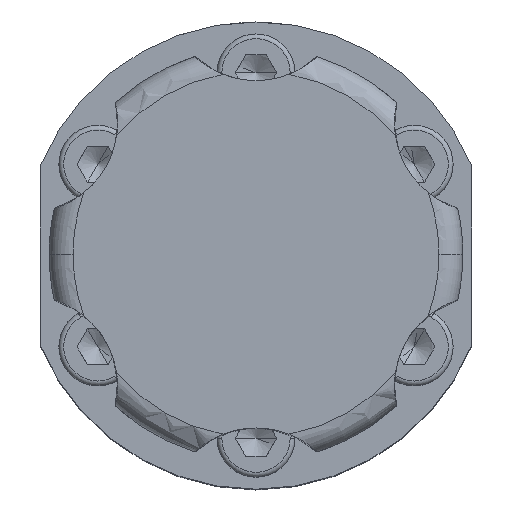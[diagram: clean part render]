
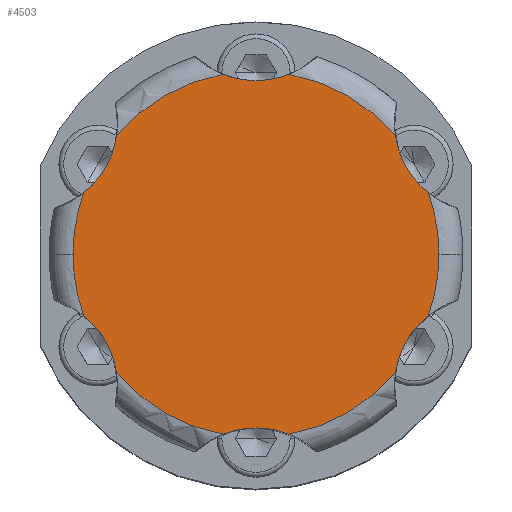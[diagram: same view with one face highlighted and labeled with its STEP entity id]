
A CAD part, top view. The second image highlights one B-rep face of the part: STEP entity #4503.
In plain terms, the highlighted planar face has unit normal (0, 0, 1).
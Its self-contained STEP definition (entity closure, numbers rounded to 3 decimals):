
#3817=CARTESIAN_POINT('POINT226',(23.269,
   -19.786,230.124));
#3818=VERTEX_POINT('VERTEX226',#3817);
#3836=CARTESIAN_POINT('POINT227',(5.5,
   -30.045,230.124));
#3837=VERTEX_POINT('VERTEX227',#3836);
#3838=CARTESIAN_POINT('POS324',(0.,0.,230.124));
#3839=DIRECTION('DIR493',(0.,0.,-1.));
#3840=DIRECTION('DIR494',(1.,0.,0.));
#3841=AXIS2_PLACEMENT_3D('AXIS170',#3838,#3839,#3840);
#3842=CIRCLE('ELLIPSE71',#3841,30.544);
#3843=EDGE_CURVE('EDGE348',#3818,#3837,#3842,.T.);
#3863=CARTESIAN_POINT('POINT228',(0.,
   -29.,230.124));
#3864=VERTEX_POINT('VERTEX228',#3863);
#3898=CARTESIAN_POINT('POS326',(0.,
   -44.,230.124));
#3899=DIRECTION('DIR496',(0.,0.,-1.));
#3900=DIRECTION('DIR497',(0.,-1.,0.));
#3901=AXIS2_PLACEMENT_3D('AXIS171',#3898,#3899,#3900);
#3902=CIRCLE('ELLIPSE72',#3901,15.);
#3903=EDGE_CURVE('EDGE352',#3864,#3837,#3902,.T.);
#3914=CARTESIAN_POINT('POINT230',(-5.5,
   -30.045,230.124));
#3915=VERTEX_POINT('VERTEX230',#3914);
#3916=EDGE_CURVE('EDGE353',#3915,#3864,#3902,.T.);
#3962=CARTESIAN_POINT('POINT231',(-23.269,
   -19.786,230.124));
#3963=VERTEX_POINT('VERTEX231',#3962);
#3964=EDGE_CURVE('EDGE356',#3915,#3963,#3842,.T.);
#3984=CARTESIAN_POINT('POINT232',(-25.115,
   -14.5,230.124));
#3985=VERTEX_POINT('VERTEX232',#3984);
#4019=CARTESIAN_POINT('POS329',(-38.105,
   -22.,230.124));
#4020=DIRECTION('DIR501',(0.,0.,-1.));
#4021=DIRECTION('DIR502',(-0.866,-0.5,0.));
#4022=AXIS2_PLACEMENT_3D('AXIS173',#4019,#4020,#4021);
#4023=CIRCLE('ELLIPSE73',#4022,15.);
#4024=EDGE_CURVE('EDGE360',#3985,#3963,#4023,.T.);
#4035=CARTESIAN_POINT('POINT234',(-28.77,
   -10.259,230.124));
#4036=VERTEX_POINT('VERTEX234',#4035);
#4037=EDGE_CURVE('EDGE361',#4036,#3985,#4023,.T.);
#4083=CARTESIAN_POINT('POINT235',(-30.544,
   0.,230.124));
#4084=VERTEX_POINT('VERTEX235',#4083);
#4085=EDGE_CURVE('EDGE364',#4036,#4084,#3842,.T.);
#4094=CARTESIAN_POINT('POINT236',(-28.77,
   10.259,230.124));
#4095=VERTEX_POINT('VERTEX236',#4094);
#4096=EDGE_CURVE('EDGE366',#4084,#4095,#3842,.T.);
#4116=CARTESIAN_POINT('POINT237',(-25.115,
   14.5,230.124));
#4117=VERTEX_POINT('VERTEX237',#4116);
#4127=CARTESIAN_POINT('POS332',(-38.105,
   22.,230.124));
#4128=DIRECTION('DIR506',(0.,0.,-1.));
#4129=DIRECTION('DIR507',(-0.866,0.5,0.));
#4130=AXIS2_PLACEMENT_3D('AXIS175',#4127,#4128,#4129);
#4131=CIRCLE('ELLIPSE74',#4130,15.);
#4132=EDGE_CURVE('EDGE369',#4117,#4095,#4131,.T.);
#4143=CARTESIAN_POINT('POINT238',(-23.269,
   19.786,230.124));
#4144=VERTEX_POINT('VERTEX238',#4143);
#4145=EDGE_CURVE('EDGE370',#4144,#4117,#4131,.T.);
#4171=CARTESIAN_POINT('POINT239',(-5.5,
   30.045,230.124));
#4172=VERTEX_POINT('VERTEX239',#4171);
#4173=EDGE_CURVE('EDGE372',#4144,#4172,#3842,.T.);
#4193=CARTESIAN_POINT('POINT240',(0.,
   29.,230.124));
#4194=VERTEX_POINT('VERTEX240',#4193);
#4204=CARTESIAN_POINT('POS335',(0.,
   44.,230.124));
#4205=DIRECTION('DIR511',(0.,0.,-1.));
#4206=DIRECTION('DIR512',(0.,1.,0.));
#4207=AXIS2_PLACEMENT_3D('AXIS177',#4204,#4205,#4206);
#4208=CIRCLE('ELLIPSE75',#4207,15.);
#4209=EDGE_CURVE('EDGE375',#4194,#4172,#4208,.T.);
#4220=CARTESIAN_POINT('POINT241',(5.5,
   30.045,230.124));
#4221=VERTEX_POINT('VERTEX241',#4220);
#4222=EDGE_CURVE('EDGE376',#4221,#4194,#4208,.T.);
#4246=CARTESIAN_POINT('POINT242',(23.269,
   19.786,230.124));
#4247=VERTEX_POINT('VERTEX242',#4246);
#4248=EDGE_CURVE('EDGE378',#4221,#4247,#3842,.T.);
#4268=CARTESIAN_POINT('POINT243',(25.115,
   14.5,230.124));
#4269=VERTEX_POINT('VERTEX243',#4268);
#4279=CARTESIAN_POINT('POS338',(38.105,
   22.,230.124));
#4280=DIRECTION('DIR516',(0.,0.,-1.));
#4281=DIRECTION('DIR517',(0.866,0.5,0.));
#4282=AXIS2_PLACEMENT_3D('AXIS179',#4279,#4280,#4281);
#4283=CIRCLE('ELLIPSE76',#4282,15.);
#4284=EDGE_CURVE('EDGE381',#4269,#4247,#4283,.T.);
#4294=CARTESIAN_POINT('POINT244',(25.115,
   -14.5,230.124));
#4295=VERTEX_POINT('VERTEX244',#4294);
#4304=CARTESIAN_POINT('POS341',(38.105,
   -22.,230.124));
#4305=DIRECTION('DIR521',(0.,0.,-1.));
#4306=DIRECTION('DIR522',(0.866,-0.5,
   0.));
#4307=AXIS2_PLACEMENT_3D('AXIS181',#4304,#4305,#4306);
#4308=CIRCLE('ELLIPSE77',#4307,15.);
#4309=EDGE_CURVE('EDGE383',#3818,#4295,#4308,.T.);
#4345=CARTESIAN_POINT('POINT246',(28.77,
   10.259,230.124));
#4346=VERTEX_POINT('VERTEX246',#4345);
#4347=EDGE_CURVE('EDGE385',#4346,#4269,#4283,.T.);
#4450=CARTESIAN_POINT('POINT251',(28.77,
   -10.259,230.124));
#4451=VERTEX_POINT('VERTEX251',#4450);
#4467=EDGE_CURVE('EDGE394',#4295,#4451,#4308,.T.);
#4472=ORIENTED_EDGE('COEDGE765',*,*,#4309,.T.);
#4473=ORIENTED_EDGE('COEDGE766',*,*,#4467,.T.);
#4474=CARTESIAN_POINT('POINT252',(30.544,
   0.,230.124));
#4475=VERTEX_POINT('VERTEX252',#4474);
#4476=EDGE_CURVE('EDGE395',#4475,#4451,#3842,.T.);
#4477=ORIENTED_EDGE('COEDGE767',*,*,#4476,.F.);
#4478=EDGE_CURVE('EDGE396',#4346,#4475,#3842,.T.);
#4479=ORIENTED_EDGE('COEDGE768',*,*,#4478,.F.);
#4480=ORIENTED_EDGE('COEDGE769',*,*,#4347,.T.);
#4481=ORIENTED_EDGE('COEDGE770',*,*,#4284,.T.);
#4482=ORIENTED_EDGE('COEDGE771',*,*,#4248,.F.);
#4483=ORIENTED_EDGE('COEDGE772',*,*,#4222,.T.);
#4484=ORIENTED_EDGE('COEDGE773',*,*,#4209,.T.);
#4485=ORIENTED_EDGE('COEDGE774',*,*,#4173,.F.);
#4486=ORIENTED_EDGE('COEDGE775',*,*,#4145,.T.);
#4487=ORIENTED_EDGE('COEDGE776',*,*,#4132,.T.);
#4488=ORIENTED_EDGE('COEDGE777',*,*,#4096,.F.);
#4489=ORIENTED_EDGE('COEDGE778',*,*,#4085,.F.);
#4490=ORIENTED_EDGE('COEDGE779',*,*,#4037,.T.);
#4491=ORIENTED_EDGE('COEDGE780',*,*,#4024,.T.);
#4492=ORIENTED_EDGE('COEDGE781',*,*,#3964,.F.);
#4493=ORIENTED_EDGE('COEDGE782',*,*,#3916,.T.);
#4494=ORIENTED_EDGE('COEDGE783',*,*,#3903,.T.);
#4495=ORIENTED_EDGE('COEDGE784',*,*,#3843,.F.);
#4496=EDGE_LOOP('NONE',(#4472,#4473,#4477,#4479,#4480,#4481,#4482,#4483,
   #4484,#4485,#4486,#4487,#4488,#4489,#4490,#4491,#4492,#4493,#4494,
   #4495));
#4497=FACE_BOUND('LOOP1',#4496,.T.);
#4498=CARTESIAN_POINT('POS345',(15.272,
   0.,230.124));
#4499=DIRECTION('DIR529',(0.,0.,1.));
#4500=DIRECTION('DIR530',(1.,0.,0.));
#4501=AXIS2_PLACEMENT_3D('AXIS185',#4498,#4499,#4500);
#4502=PLANE('PLANE62',#4501);
#4503=ADVANCED_FACE('FACE165',(#4497),#4502,.T.);
